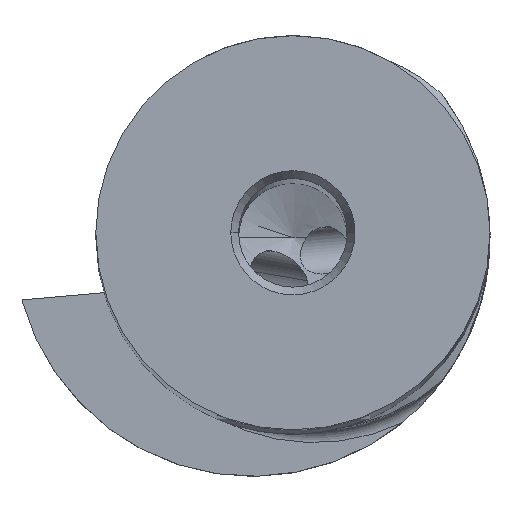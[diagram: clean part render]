
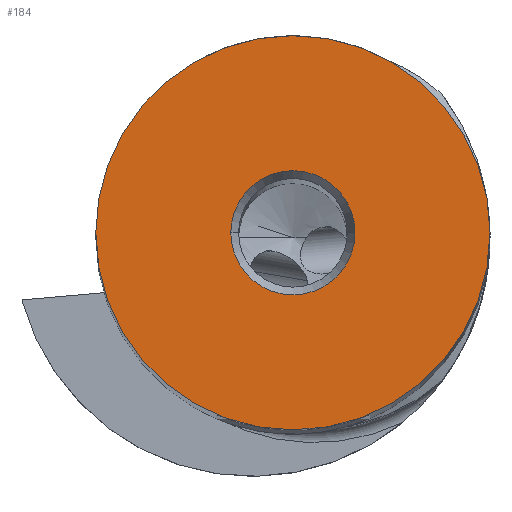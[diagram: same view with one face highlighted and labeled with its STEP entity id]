
A CAD part, top view. The second image highlights one B-rep face of the part: STEP entity #184.
In plain terms, the highlighted planar face has unit normal (0, 0, 1).
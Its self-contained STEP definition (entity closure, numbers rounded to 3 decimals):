
#56=FACE_BOUND('',#336,.T.);
#57=FACE_BOUND('',#337,.T.);
#87=PLANE('',#1379);
#184=ADVANCED_FACE('',(#56,#57),#87,.T.);
#336=EDGE_LOOP('',(#751,#752));
#337=EDGE_LOOP('',(#753,#754));
#751=ORIENTED_EDGE('',*,*,#1145,.F.);
#752=ORIENTED_EDGE('',*,*,#1151,.F.);
#753=ORIENTED_EDGE('',*,*,#1156,.F.);
#754=ORIENTED_EDGE('',*,*,#1157,.F.);
#986=VERTEX_POINT('',#2804);
#987=VERTEX_POINT('',#2806);
#996=VERTEX_POINT('',#2828);
#997=VERTEX_POINT('',#2829);
#1145=EDGE_CURVE('',#986,#987,#1256,.T.);
#1151=EDGE_CURVE('',#987,#986,#1257,.T.);
#1156=EDGE_CURVE('',#996,#997,#1258,.T.);
#1157=EDGE_CURVE('',#997,#996,#1259,.T.);
#1256=CIRCLE('',#1369,12.7);
#1257=CIRCLE('',#1373,12.7);
#1258=CIRCLE('',#1377,4.);
#1259=CIRCLE('',#1378,4.);
#1369=AXIS2_PLACEMENT_3D('',#2805,#1619,#1620);
#1373=AXIS2_PLACEMENT_3D('',#2817,#1630,#1631);
#1377=AXIS2_PLACEMENT_3D('',#2827,#1640,#1641);
#1378=AXIS2_PLACEMENT_3D('',#2830,#1642,#1643);
#1379=AXIS2_PLACEMENT_3D('',#2831,#1644,#1645);
#1619=DIRECTION('',(0.,0.,-1.));
#1620=DIRECTION('',(1.,0.,0.));
#1630=DIRECTION('',(0.,0.,-1.));
#1631=DIRECTION('',(-1.,0.,0.));
#1640=DIRECTION('',(0.,0.,1.));
#1641=DIRECTION('',(1.,0.,0.));
#1642=DIRECTION('',(0.,0.,1.));
#1643=DIRECTION('',(-1.,0.,0.));
#1644=DIRECTION('',(0.,0.,1.));
#1645=DIRECTION('',(1.,0.,0.));
#2804=CARTESIAN_POINT('',(12.7,0.,0.));
#2805=CARTESIAN_POINT('',(0.,0.,0.));
#2806=CARTESIAN_POINT('',(-12.7,0.,0.));
#2817=CARTESIAN_POINT('',(0.,0.,0.));
#2827=CARTESIAN_POINT('',(0.,0.,0.));
#2828=CARTESIAN_POINT('',(4.,0.,0.));
#2829=CARTESIAN_POINT('',(-4.,0.,0.));
#2830=CARTESIAN_POINT('',(0.,0.,0.));
#2831=CARTESIAN_POINT('',(0.,0.,0.));
